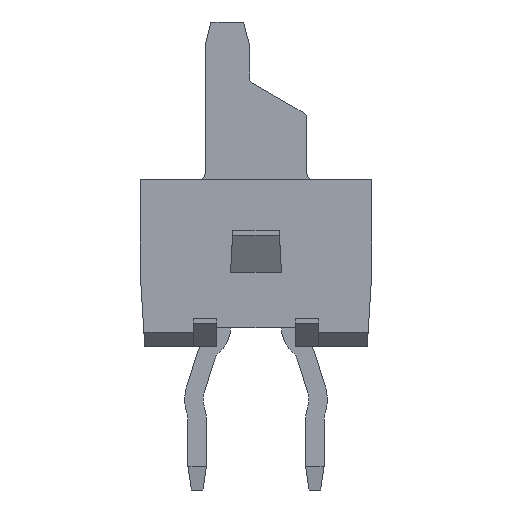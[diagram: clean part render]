
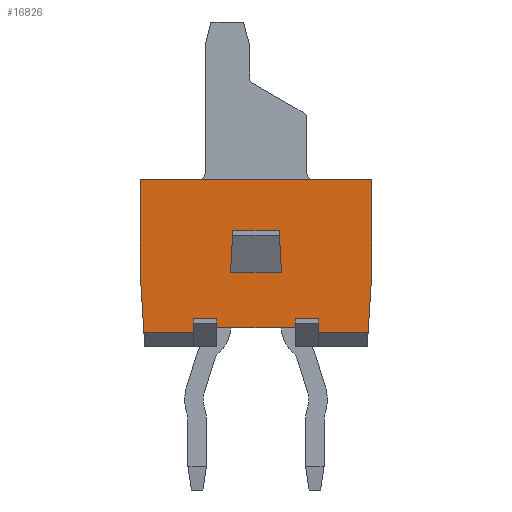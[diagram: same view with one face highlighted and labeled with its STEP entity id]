
A CAD part, front view. The second image highlights one B-rep face of the part: STEP entity #16826.
In plain terms, the highlighted face is planar.
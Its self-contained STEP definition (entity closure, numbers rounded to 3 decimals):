
#1452=ORIENTED_EDGE('',*,*,#4507,.T.);
#1453=ORIENTED_EDGE('',*,*,#4501,.T.);
#1454=ORIENTED_EDGE('',*,*,#4431,.F.);
#1455=ORIENTED_EDGE('',*,*,#4610,.T.);
#1456=ORIENTED_EDGE('',*,*,#4427,.F.);
#1457=ORIENTED_EDGE('',*,*,#4488,.F.);
#1458=ORIENTED_EDGE('',*,*,#4490,.T.);
#1459=ORIENTED_EDGE('',*,*,#4628,.T.);
#1460=ORIENTED_EDGE('',*,*,#4480,.F.);
#1461=ORIENTED_EDGE('',*,*,#4660,.F.);
#1462=ORIENTED_EDGE('',*,*,#4663,.F.);
#1463=ORIENTED_EDGE('',*,*,#4644,.T.);
#1464=ORIENTED_EDGE('',*,*,#4631,.T.);
#1465=ORIENTED_EDGE('',*,*,#4643,.T.);
#1466=ORIENTED_EDGE('',*,*,#4525,.T.);
#1467=ORIENTED_EDGE('',*,*,#4527,.T.);
#1468=ORIENTED_EDGE('',*,*,#4524,.F.);
#1469=ORIENTED_EDGE('',*,*,#4473,.F.);
#4427=EDGE_CURVE('',#6124,#6125,#7237,.T.);
#4431=EDGE_CURVE('',#6127,#6128,#7241,.T.);
#4473=EDGE_CURVE('',#6141,#6142,#7283,.T.);
#4480=EDGE_CURVE('',#6147,#6148,#7290,.T.);
#4488=EDGE_CURVE('',#6151,#6124,#7298,.T.);
#4490=EDGE_CURVE('',#6151,#6152,#7300,.T.);
#4501=EDGE_CURVE('',#6159,#6128,#7311,.T.);
#4507=EDGE_CURVE('',#6162,#6159,#7317,.T.);
#4524=EDGE_CURVE('',#6142,#6171,#7334,.T.);
#4525=EDGE_CURVE('',#6141,#6172,#7335,.T.);
#4527=EDGE_CURVE('',#6172,#6171,#7337,.T.);
#4610=EDGE_CURVE('',#6127,#6125,#7420,.T.);
#4628=EDGE_CURVE('',#6152,#6148,#7438,.T.);
#4631=EDGE_CURVE('',#6240,#6239,#7441,.T.);
#4643=EDGE_CURVE('',#6239,#6162,#7451,.T.);
#4644=EDGE_CURVE('',#6244,#6240,#7452,.T.);
#4660=EDGE_CURVE('',#6256,#6147,#7462,.T.);
#4663=EDGE_CURVE('',#6244,#6256,#7465,.T.);
#6124=VERTEX_POINT('',#22768);
#6125=VERTEX_POINT('',#22770);
#6127=VERTEX_POINT('',#22776);
#6128=VERTEX_POINT('',#22778);
#6141=VERTEX_POINT('',#22849);
#6142=VERTEX_POINT('',#22851);
#6147=VERTEX_POINT('',#22863);
#6148=VERTEX_POINT('',#22865);
#6151=VERTEX_POINT('',#22878);
#6152=VERTEX_POINT('',#22882);
#6159=VERTEX_POINT('',#22906);
#6162=VERTEX_POINT('',#22918);
#6171=VERTEX_POINT('',#22950);
#6172=VERTEX_POINT('',#22954);
#6239=VERTEX_POINT('',#23134);
#6240=VERTEX_POINT('',#23136);
#6244=VERTEX_POINT('',#23163);
#6256=VERTEX_POINT('',#23196);
#7237=LINE('',#22769,#8565);
#7241=LINE('',#22777,#8569);
#7283=LINE('',#22850,#8611);
#7290=LINE('',#22864,#8618);
#7298=LINE('',#22879,#8626);
#7300=LINE('',#22883,#8628);
#7311=LINE('',#22905,#8639);
#7317=LINE('',#22917,#8645);
#7334=LINE('',#22951,#8662);
#7335=LINE('',#22953,#8663);
#7337=LINE('',#22957,#8665);
#7420=LINE('',#23110,#8748);
#7438=LINE('',#23129,#8766);
#7441=LINE('',#23135,#8769);
#7451=LINE('',#23158,#8779);
#7452=LINE('',#23162,#8780);
#7462=LINE('',#23195,#8790);
#7465=LINE('',#23201,#8793);
#8565=VECTOR('',#19075,1000.);
#8569=VECTOR('',#19081,1000.);
#8611=VECTOR('',#19157,1000.);
#8618=VECTOR('',#19166,1000.);
#8626=VECTOR('',#19180,1000.);
#8628=VECTOR('',#19184,1000.);
#8639=VECTOR('',#19205,1000.);
#8645=VECTOR('',#19217,1000.);
#8662=VECTOR('',#19248,1000.);
#8663=VECTOR('',#19251,1000.);
#8665=VECTOR('',#19255,1000.);
#8748=VECTOR('',#19346,1000.);
#8766=VECTOR('',#19366,1000.);
#8769=VECTOR('',#19373,1000.);
#8779=VECTOR('',#19401,1000.);
#8780=VECTOR('',#19408,1000.);
#8790=VECTOR('',#19440,1000.);
#8793=VECTOR('',#19445,1000.);
#9846=EDGE_LOOP('',(#1452,#1453,#1454,#1455,#1456,#1457,#1458,#1459,#1460,
#1461,#1462,#1463,#1464,#1465));
#9847=EDGE_LOOP('',(#1466,#1467,#1468,#1469));
#10616=FACE_BOUND('',#9846,.T.);
#10617=FACE_BOUND('',#9847,.T.);
#11325=PLANE('',#17639);
#16826=ADVANCED_FACE('',(#10616,#10617),#11325,.F.);
#17639=AXIS2_PLACEMENT_3D('',#23200,#19443,#19444);
#19075=DIRECTION('',(0.,0.,-1.));
#19081=DIRECTION('',(0.,0.,1.));
#19157=DIRECTION('',(0.,1.,0.));
#19166=DIRECTION('',(0.,0.062,-0.998));
#19180=DIRECTION('',(0.,1.,0.));
#19184=DIRECTION('',(0.,0.,-1.));
#19205=DIRECTION('',(0.,-1.,0.));
#19217=DIRECTION('',(0.,0.,1.));
#19248=DIRECTION('',(0.,0.055,-0.998));
#19251=DIRECTION('',(0.,-0.055,-0.998));
#19255=DIRECTION('',(0.,1.,0.));
#19346=DIRECTION('',(0.,-1.,0.));
#19366=DIRECTION('',(0.,-1.,0.));
#19373=DIRECTION('',(0.,-0.062,-0.998));
#19401=DIRECTION('',(0.,-1.,0.));
#19408=DIRECTION('',(0.,0.,-1.));
#19440=DIRECTION('',(0.,0.,-1.));
#19443=DIRECTION('',(1.,0.,0.));
#19444=DIRECTION('',(0.,0.,-1.));
#19445=DIRECTION('',(0.,-1.,0.));
#22768=CARTESIAN_POINT('',(-9.905,-0.85,0.6));
#22769=CARTESIAN_POINT('',(-9.905,-0.85,0.6));
#22770=CARTESIAN_POINT('',(-9.905,-0.85,0.4));
#22776=CARTESIAN_POINT('',(-9.905,0.85,0.4));
#22777=CARTESIAN_POINT('',(-9.905,0.85,0.3));
#22778=CARTESIAN_POINT('',(-9.905,0.85,0.6));
#22849=CARTESIAN_POINT('',(-9.905,-0.5,2.5));
#22850=CARTESIAN_POINT('',(-9.905,-0.55,2.5));
#22851=CARTESIAN_POINT('',(-9.905,0.5,2.5));
#22863=CARTESIAN_POINT('',(-9.905,-2.5,1.6));
#22864=CARTESIAN_POINT('',(-9.905,-2.605,3.281));
#22865=CARTESIAN_POINT('',(-9.905,-2.419,0.3));
#22878=CARTESIAN_POINT('',(-9.905,-1.35,0.6));
#22879=CARTESIAN_POINT('',(-9.905,-1.35,0.6));
#22882=CARTESIAN_POINT('',(-9.905,-1.35,0.3));
#22883=CARTESIAN_POINT('',(-9.905,-1.35,0.6));
#22905=CARTESIAN_POINT('',(-9.905,1.35,0.6));
#22906=CARTESIAN_POINT('',(-9.905,1.35,0.6));
#22917=CARTESIAN_POINT('',(-9.905,1.35,0.3));
#22918=CARTESIAN_POINT('',(-9.905,1.35,0.3));
#22950=CARTESIAN_POINT('',(-9.905,0.55,1.6));
#22951=CARTESIAN_POINT('',(-9.905,0.5,2.5));
#22953=CARTESIAN_POINT('',(-9.905,-0.5,2.5));
#22954=CARTESIAN_POINT('',(-9.905,-0.55,1.6));
#22957=CARTESIAN_POINT('',(-9.905,-0.55,1.6));
#23110=CARTESIAN_POINT('',(-9.905,2.5,0.4));
#23129=CARTESIAN_POINT('',(-9.905,2.5,0.3));
#23134=CARTESIAN_POINT('',(-9.905,2.419,0.3));
#23135=CARTESIAN_POINT('',(-9.905,2.625,3.592));
#23136=CARTESIAN_POINT('',(-9.905,2.5,1.6));
#23158=CARTESIAN_POINT('',(-9.905,2.5,0.3));
#23162=CARTESIAN_POINT('',(-9.905,2.5,3.6));
#23163=CARTESIAN_POINT('',(-9.905,2.5,3.6));
#23195=CARTESIAN_POINT('',(-9.905,-2.5,3.6));
#23196=CARTESIAN_POINT('',(-9.905,-2.5,3.6));
#23200=CARTESIAN_POINT('',(-9.905,2.5,3.6));
#23201=CARTESIAN_POINT('',(-9.905,2.5,3.6));
